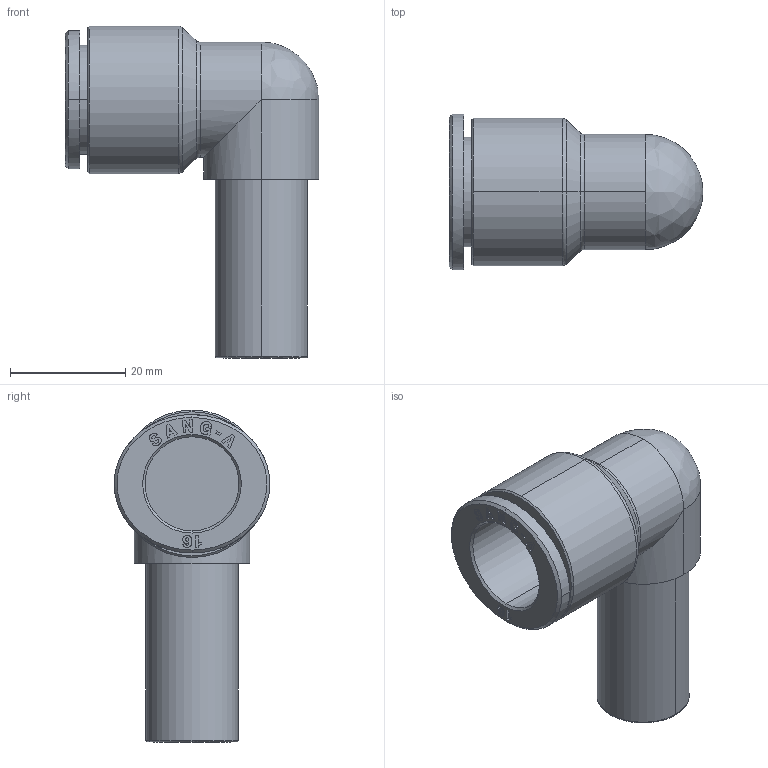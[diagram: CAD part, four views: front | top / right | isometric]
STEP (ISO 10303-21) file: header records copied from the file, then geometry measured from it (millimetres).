
FILE_DESCRIPTION (( 'STEP AP214' ), '1' );
FILE_NAME ('PLJ16.stp', '2015-09-24T08:43:33', ( '' ), ( '' ), 'SwSTEP 2.0', 'SolidWorks 2015', '' );
FILE_SCHEMA (( 'AUTOMOTIVE_DESIGN' ));
Length unit declared in the file: millimetre
Products named in the file (2): ｦ+ﾃｦ1; PLJ16
Assembly tree (1 placements, depth 2):
  PLJ16
    ｦ+ﾃｦ1
Bounding box: 44 x 27 x 57.6 mm (x, y, z)
Volume: 13736.7 mm3; surface area: 9249.8 mm2
Topology: 1 solids, 1 shells, 252 faces, 692 edges, 457 vertices
Faces by surface type: plane 185, bspline 35, cylinder 22, cone 8, torus 2
Entity records: 9504 total; most frequent: CARTESIAN_POINT 2999, ORIENTED_EDGE 1382, DIRECTION 1125, EDGE_CURVE 691, VECTOR 551, LINE 551, VERTEX_POINT 457, AXIS2_PLACEMENT_3D 287
